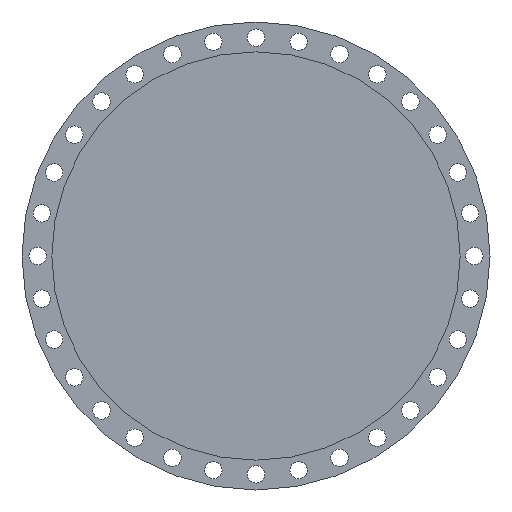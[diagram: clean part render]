
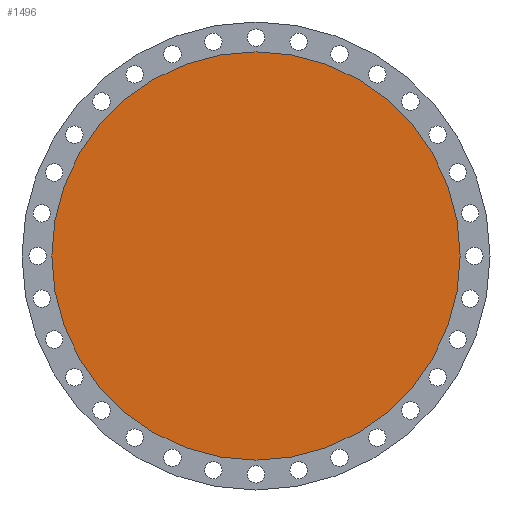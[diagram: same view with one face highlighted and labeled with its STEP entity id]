
A CAD part, left-side view. The second image highlights one B-rep face of the part: STEP entity #1496.
In plain terms, the highlighted planar face has unit normal (-1, 0, 0).
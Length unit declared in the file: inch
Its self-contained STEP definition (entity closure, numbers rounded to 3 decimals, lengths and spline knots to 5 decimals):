
#17 = EDGE_LOOP ( 'NONE', ( #758, #1189 ) ) ;
#36 = AXIS2_PLACEMENT_3D ( 'NONE', #2051, #1641, #1249 ) ;
#116 = AXIS2_PLACEMENT_3D ( 'NONE', #191, #998, #2617 ) ;
#186 = CARTESIAN_POINT ( 'NONE',  ( 0., 0., -27.8125 ) ) ;
#191 = CARTESIAN_POINT ( 'NONE',  ( 0., 0., 0. ) ) ;
#219 = PLANE ( 'NONE',  #36 ) ;
#482 = DIRECTION ( 'NONE',  ( -1., 0., 0. ) ) ;
#590 = VERTEX_POINT ( 'NONE', #186 ) ;
#758 = ORIENTED_EDGE ( 'NONE', *, *, #1972, .T. ) ;
#799 = CIRCLE ( 'NONE', #116, 27.8125 ) ;
#857 = FACE_OUTER_BOUND ( 'NONE', #17, .T. ) ;
#878 = DIRECTION ( 'NONE',  ( 0., 0., 1. ) ) ;
#998 = DIRECTION ( 'NONE',  ( -1., 0., 0. ) ) ;
#1189 = ORIENTED_EDGE ( 'NONE', *, *, #2007, .T. ) ;
#1249 = DIRECTION ( 'NONE',  ( 0., 0., 1. ) ) ;
#1496 = ADVANCED_FACE ( 'NONE', ( #857 ), #219, .T. ) ;
#1641 = DIRECTION ( 'NONE',  ( -1., 0., 0. ) ) ;
#1739 = CIRCLE ( 'NONE', #2078, 27.8125 ) ;
#1972 = EDGE_CURVE ( 'NONE', #2443, #590, #799, .T. ) ;
#2007 = EDGE_CURVE ( 'NONE', #590, #2443, #1739, .T. ) ;
#2051 = CARTESIAN_POINT ( 'NONE',  ( 0., 0., 0. ) ) ;
#2078 = AXIS2_PLACEMENT_3D ( 'NONE', #2105, #482, #878 ) ;
#2105 = CARTESIAN_POINT ( 'NONE',  ( 0., 0., 0. ) ) ;
#2353 = CARTESIAN_POINT ( 'NONE',  ( 0., 0., 27.8125 ) ) ;
#2443 = VERTEX_POINT ( 'NONE', #2353 ) ;
#2617 = DIRECTION ( 'NONE',  ( 0., 0., 1. ) ) ;
